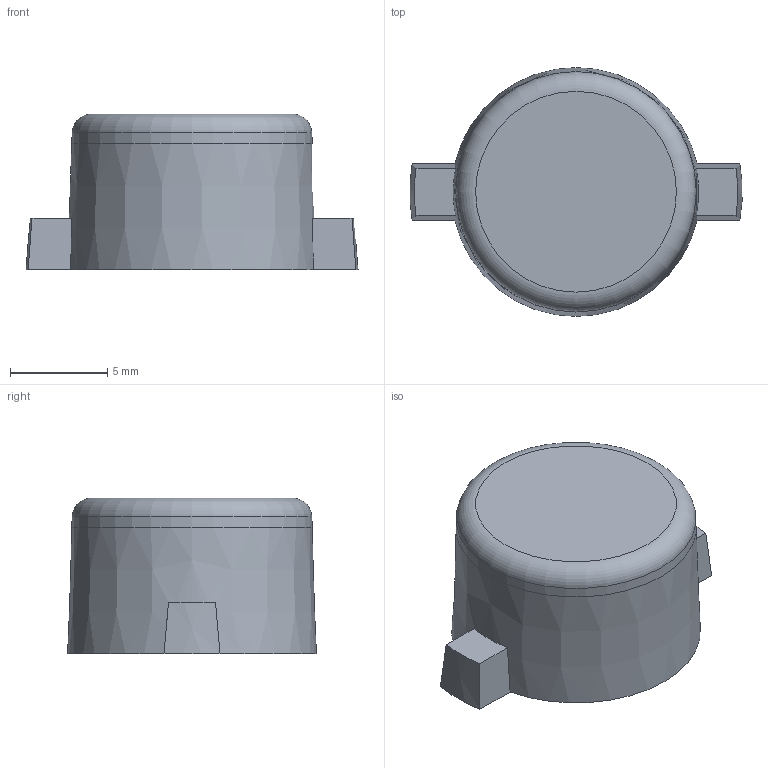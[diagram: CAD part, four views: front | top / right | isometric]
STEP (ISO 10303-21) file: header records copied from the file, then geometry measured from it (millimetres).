
FILE_DESCRIPTION(/* description */ (''),/* implementation_level */ '2;1');
FILE_NAME(/* name */ 'Menu Button - Supercon 2023 Badge Enclosure - Basic v4.step',/* time_stamp */ '2023-10-24T02:44:15-07:00',/* author */ (''),/* organization */ (''),/* preprocessor_version */ 'ST-DEVELOPER v20',/* originating_system */ 'Autodesk Translation Framework v12.14.0.127',/* authorisation */ '');
FILE_SCHEMA (('AUTOMOTIVE_DESIGN { 1 0 10303 214 3 1 1 }'));
Length unit declared in the file: millimetre
Products named in the file (1): Supercon 2023 Badge Enclosure - Basic
Bounding box: 17.04 x 12.77 x 8 mm (x, y, z)
Volume: 1004.8 mm3; surface area: 589.2 mm2
Topology: 1 solids, 1 shells, 13 faces, 32 edges, 21 vertices
Faces by surface type: plane 8, cone 4, torus 1
Entity records: 442 total; most frequent: CARTESIAN_POINT 75, DIRECTION 74, ORIENTED_EDGE 64, EDGE_CURVE 32, AXIS2_PLACEMENT_3D 32, VERTEX_POINT 21, CIRCLE 14, FACE_OUTER_BOUND 13
